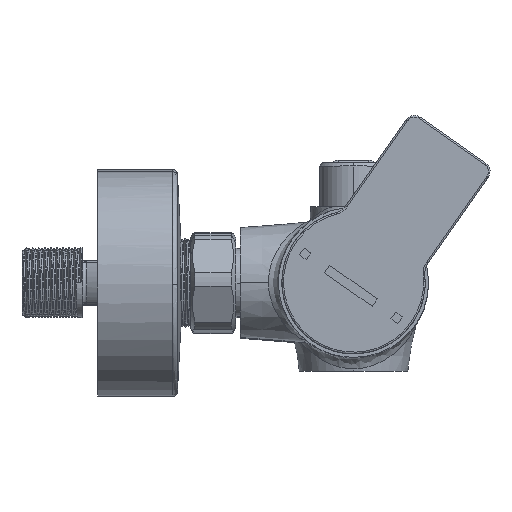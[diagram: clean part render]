
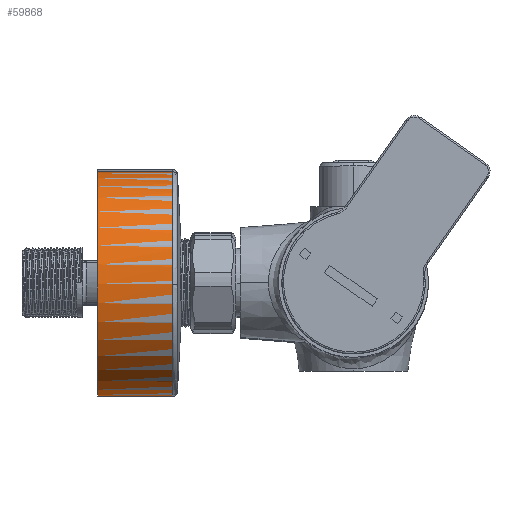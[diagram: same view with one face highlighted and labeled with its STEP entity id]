
A CAD part, top view. The second image highlights one B-rep face of the part: STEP entity #59868.
In plain terms, the highlighted cylindrical face has radius 33.75 mm (diameter 67.5 mm), a partial arc.
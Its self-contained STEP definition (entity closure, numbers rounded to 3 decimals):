
#1099 = DIRECTION ( 'NONE',  ( 1., 0., 0. ) ) ;
#2623 = VERTEX_POINT ( 'NONE', #52421 ) ;
#2866 = EDGE_CURVE ( 'NONE', #25089, #66342, #17523, .T. ) ;
#5655 = DIRECTION ( 'NONE',  ( -1., 0., 0. ) ) ;
#7193 = CARTESIAN_POINT ( 'NONE',  ( -76.781, -0.476, 74.121 ) ) ;
#10086 = EDGE_LOOP ( 'NONE', ( #87250, #33191, #67307, #47581, #46019 ) ) ;
#12328 = CARTESIAN_POINT ( 'NONE',  ( -50.531, -34.226, 74.121 ) ) ;
#12696 = EDGE_CURVE ( 'NONE', #47641, #25089, #21466, .T. ) ;
#13137 = DIRECTION ( 'NONE',  ( -1., 0., 0. ) ) ;
#14030 = DIRECTION ( 'NONE',  ( 0., 1., 0. ) ) ;
#14782 = FACE_OUTER_BOUND ( 'NONE', #10086, .T. ) ;
#17523 = CIRCLE ( 'NONE', #56263, 33.75 ) ;
#18113 = CARTESIAN_POINT ( 'NONE',  ( -54.324, -0.476, 74.121 ) ) ;
#21466 = CIRCLE ( 'NONE', #35576, 33.75 ) ;
#23287 = CARTESIAN_POINT ( 'NONE',  ( -54.324, 33.274, 74.121 ) ) ;
#25089 = VERTEX_POINT ( 'NONE', #56325 ) ;
#30662 = EDGE_CURVE ( 'NONE', #66342, #2623, #59984, .T. ) ;
#33191 = ORIENTED_EDGE ( 'NONE', *, *, #12696, .T. ) ;
#35576 = AXIS2_PLACEMENT_3D ( 'NONE', #90200, #72023, #14030 ) ;
#46019 = ORIENTED_EDGE ( 'NONE', *, *, #107181, .T. ) ;
#47581 = ORIENTED_EDGE ( 'NONE', *, *, #30662, .T. ) ;
#47641 = VERTEX_POINT ( 'NONE', #57490 ) ;
#52421 = CARTESIAN_POINT ( 'NONE',  ( -76.781, 33.274, 74.121 ) ) ;
#53755 = LINE ( 'NONE', #12328, #84420 ) ;
#55686 = AXIS2_PLACEMENT_3D ( 'NONE', #56198, #13137, #72234 ) ;
#56198 = CARTESIAN_POINT ( 'NONE',  ( -50.531, -0.476, 74.121 ) ) ;
#56263 = AXIS2_PLACEMENT_3D ( 'NONE', #18113, #103045, #76613 ) ;
#56325 = CARTESIAN_POINT ( 'NONE',  ( -54.324, -0.635, 107.87 ) ) ;
#57490 = CARTESIAN_POINT ( 'NONE',  ( -54.324, -34.226, 74.121 ) ) ;
#59868 = ADVANCED_FACE ( 'NONE', ( #14782 ), #79962, .T. ) ;
#59984 = LINE ( 'NONE', #67167, #64790 ) ;
#64141 = VERTEX_POINT ( 'NONE', #68230 ) ;
#64790 = VECTOR ( 'NONE', #102439, 1000. ) ;
#66342 = VERTEX_POINT ( 'NONE', #23287 ) ;
#67167 = CARTESIAN_POINT ( 'NONE',  ( -50.531, 33.274, 74.121 ) ) ;
#67307 = ORIENTED_EDGE ( 'NONE', *, *, #2866, .T. ) ;
#68230 = CARTESIAN_POINT ( 'NONE',  ( -76.781, -34.226, 74.121 ) ) ;
#68398 = EDGE_CURVE ( 'NONE', #47641, #64141, #53755, .T. ) ;
#72023 = DIRECTION ( 'NONE',  ( -1., 0., 0. ) ) ;
#72234 = DIRECTION ( 'NONE',  ( 0., 1., 0. ) ) ;
#75698 = CIRCLE ( 'NONE', #109159, 33.75 ) ;
#76613 = DIRECTION ( 'NONE',  ( 0., 1., 0. ) ) ;
#79962 = CYLINDRICAL_SURFACE ( 'NONE', #55686, 33.75 ) ;
#83371 = DIRECTION ( 'NONE',  ( 0., 1., 0. ) ) ;
#84420 = VECTOR ( 'NONE', #5655, 1000. ) ;
#87250 = ORIENTED_EDGE ( 'NONE', *, *, #68398, .F. ) ;
#90200 = CARTESIAN_POINT ( 'NONE',  ( -54.324, -0.476, 74.121 ) ) ;
#102439 = DIRECTION ( 'NONE',  ( -1., 0., 0. ) ) ;
#103045 = DIRECTION ( 'NONE',  ( -1., 0., 0. ) ) ;
#107181 = EDGE_CURVE ( 'NONE', #2623, #64141, #75698, .T. ) ;
#109159 = AXIS2_PLACEMENT_3D ( 'NONE', #7193, #1099, #83371 ) ;
